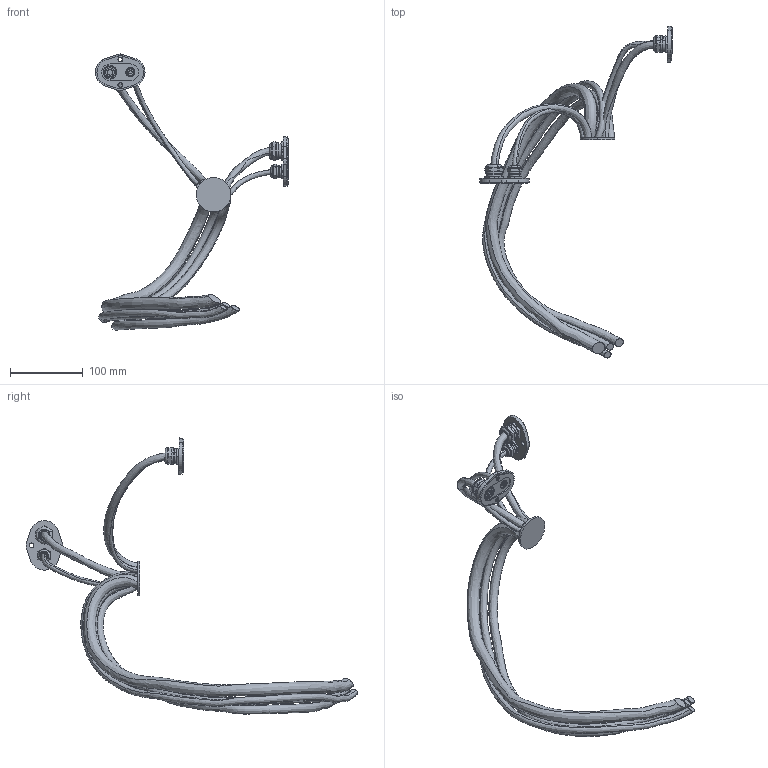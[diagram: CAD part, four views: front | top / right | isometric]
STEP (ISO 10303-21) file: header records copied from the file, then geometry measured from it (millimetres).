
FILE_DESCRIPTION (( 'STEP AP214' ), '1' );
FILE_NAME ('IRB2600_12-185_CABLES_LINK1a_rev00.STEP', '2016-12-02T11:27:42', ( 'ABB' ), ( 'ABB' ), 'SwSTEP 2.0', 'SolidWorks 2014', '' );
FILE_SCHEMA (( 'AUTOMOTIVE_DESIGN' ));
Length unit declared in the file: millimetre
Products named in the file (1): IRB2600_12-185_CABLES_LINK1a_rev00
Bounding box: 264.87 x 455.41 x 378.9 mm (x, y, z)
Volume: 393031.8 mm3; surface area: 148701.3 mm2
Topology: 7 solids, 9 shells, 528 faces, 1181 edges, 718 vertices
Faces by surface type: cylinder 219, plane 149, cone 88, bspline 72
Entity records: 23615 total; most frequent: CARTESIAN_POINT 11884, DIRECTION 2421, ORIENTED_EDGE 2338, EDGE_CURVE 1169, AXIS2_PLACEMENT_3D 1003, VERTEX_POINT 718, EDGE_LOOP 605, CIRCLE 546
